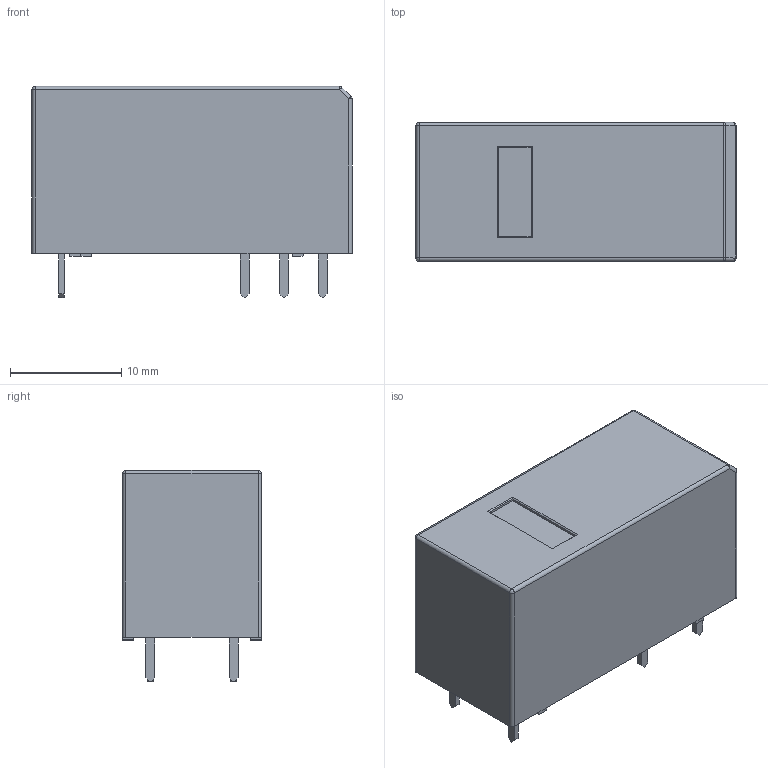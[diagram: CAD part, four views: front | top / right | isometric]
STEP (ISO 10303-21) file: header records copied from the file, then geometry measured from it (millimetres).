
FILE_DESCRIPTION(('FreeCAD Model'),'2;1');
FILE_NAME('BODY001_sp.step' ,'2020-04-13T20:28:45',('kicad StepUp'),('ksu MCAD'), 'Open CASCADE STEP processor 7.3','FreeCAD','Unknown');
FILE_SCHEMA(('AUTOMOTIVE_DESIGN { 1 0 10303 214 1 1 1 1 }'));
Length unit declared in the file: millimetre
Products named in the file (1): BODY001_sp
Bounding box: 28.8 x 12.5 x 19 mm (x, y, z)
Volume: 5310 mm3; surface area: 2011.4 mm2
Topology: 1 solids, 1 shells, 108 faces, 264 edges, 158 vertices
Faces by surface type: plane 79, cylinder 23, sphere 6
Entity records: 3817 total; most frequent: CARTESIAN_POINT 525, DIRECTION 518, ORIENTED_EDGE 516, EDGE_CURVE 258, LINE 216, VECTOR 216, VERTEX_POINT 158, AXIS2_PLACEMENT_3D 151
